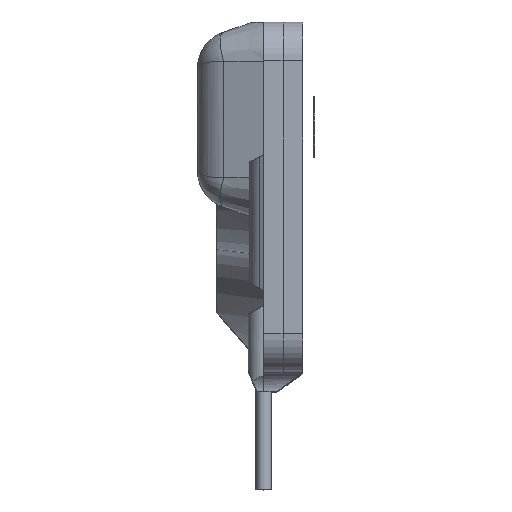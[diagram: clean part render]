
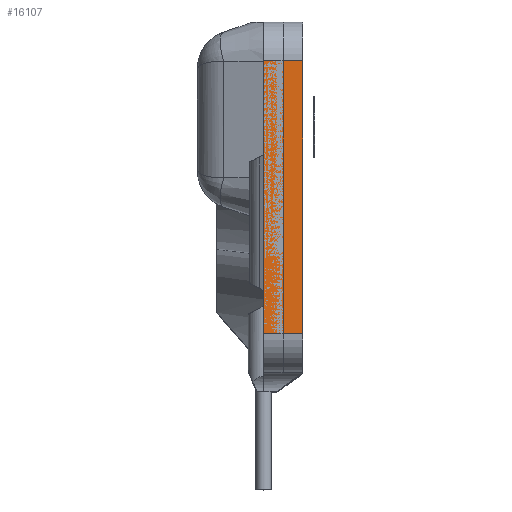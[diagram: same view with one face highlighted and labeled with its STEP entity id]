
A CAD part, top view. The second image highlights one B-rep face of the part: STEP entity #16107.
In plain terms, the highlighted planar face has unit normal (0, 0, -1).
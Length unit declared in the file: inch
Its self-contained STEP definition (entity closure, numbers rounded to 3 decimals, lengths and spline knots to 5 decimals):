
#360 = VERTEX_POINT ( 'NONE', #2002 ) ;
#978 = CARTESIAN_POINT ( 'NONE',  ( 0.39784, 0.07425, 1.67906 ) ) ;
#1808 = LINE ( 'NONE', #13815, #10914 ) ;
#1898 = CARTESIAN_POINT ( 'NONE',  ( 0.39784, 0.07425, 1.67906 ) ) ;
#2002 = CARTESIAN_POINT ( 'NONE',  ( 0.39784, 0.07425, 1.67906 ) ) ;
#2625 = EDGE_CURVE ( 'NONE', #360, #9485, #14612, .T. ) ;
#3166 = DIRECTION ( 'NONE',  ( -1., 0., 0. ) ) ;
#3321 = DIRECTION ( 'NONE',  ( 0., 1., 0. ) ) ;
#3894 = ORIENTED_EDGE ( 'NONE', *, *, #2625, .T. ) ;
#4793 = ORIENTED_EDGE ( 'NONE', *, *, #9986, .T. ) ;
#5759 = CARTESIAN_POINT ( 'NONE',  ( 0.29784, 0.07425, 1.67906 ) ) ;
#6761 = LINE ( 'NONE', #978, #15912 ) ;
#7083 = FACE_OUTER_BOUND ( 'NONE', #9503, .T. ) ;
#7257 = VECTOR ( 'NONE', #3321, 39.37008 ) ;
#7559 = VECTOR ( 'NONE', #8084, 39.37008 ) ;
#8084 = DIRECTION ( 'NONE',  ( -1., 0., 0. ) ) ;
#8492 = ORIENTED_EDGE ( 'NONE', *, *, #16139, .T. ) ;
#8652 = VERTEX_POINT ( 'NONE', #9870 ) ;
#9485 = VERTEX_POINT ( 'NONE', #5759 ) ;
#9503 = EDGE_LOOP ( 'NONE', ( #13805, #4793, #3894, #8492 ) ) ;
#9870 = CARTESIAN_POINT ( 'NONE',  ( 0.29784, 0.77425, 1.67906 ) ) ;
#9904 = VERTEX_POINT ( 'NONE', #11873 ) ;
#9986 = EDGE_CURVE ( 'NONE', #9904, #360, #6761, .T. ) ;
#10582 = DIRECTION ( 'NONE',  ( 0., 0., -1. ) ) ;
#10914 = VECTOR ( 'NONE', #12606, 39.37008 ) ;
#10924 = DIRECTION ( 'NONE',  ( 0., -1., 0. ) ) ;
#11790 = PLANE ( 'NONE',  #11837 ) ;
#11837 = AXIS2_PLACEMENT_3D ( 'NONE', #1898, #10582, #3166 ) ;
#11873 = CARTESIAN_POINT ( 'NONE',  ( 0.39784, 0.77425, 1.67906 ) ) ;
#12606 = DIRECTION ( 'NONE',  ( 1., 0., 0. ) ) ;
#13072 = CARTESIAN_POINT ( 'NONE',  ( 0.39784, 0.07425, 1.67906 ) ) ;
#13262 = CARTESIAN_POINT ( 'NONE',  ( 0.29784, 0.07425, 1.67906 ) ) ;
#13562 = EDGE_CURVE ( 'NONE', #8652, #9904, #1808, .T. ) ;
#13805 = ORIENTED_EDGE ( 'NONE', *, *, #13562, .T. ) ;
#13815 = CARTESIAN_POINT ( 'NONE',  ( 0.39784, 0.77425, 1.67906 ) ) ;
#13909 = LINE ( 'NONE', #13262, #7257 ) ;
#14612 = LINE ( 'NONE', #13072, #7559 ) ;
#15912 = VECTOR ( 'NONE', #10924, 39.37008 ) ;
#16107 = ADVANCED_FACE ( 'NONE', ( #7083 ), #11790, .T. ) ;
#16139 = EDGE_CURVE ( 'NONE', #9485, #8652, #13909, .T. ) ;
